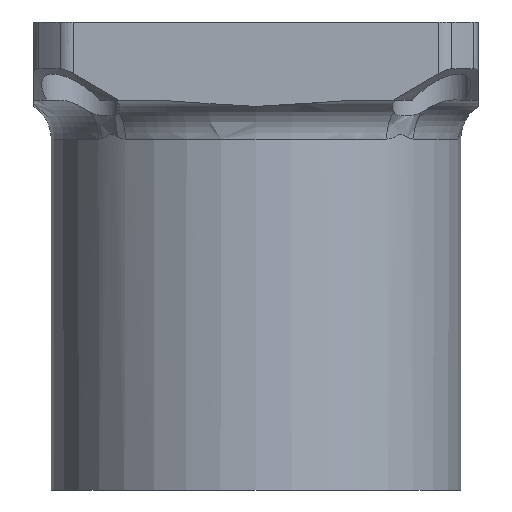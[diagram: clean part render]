
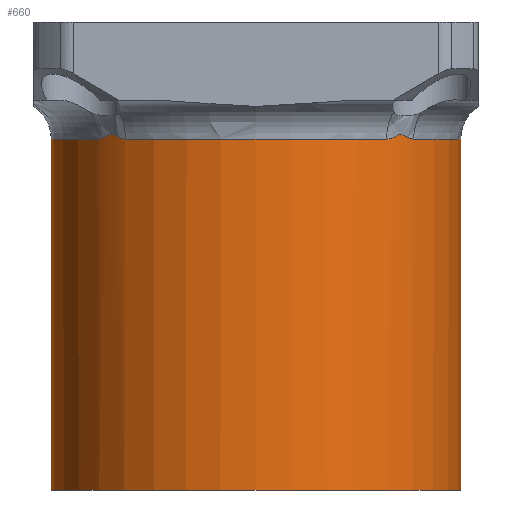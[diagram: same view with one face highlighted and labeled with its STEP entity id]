
A CAD part, front view. The second image highlights one B-rep face of the part: STEP entity #660.
In plain terms, the highlighted cylindrical face has radius 13.335 mm (diameter 26.67 mm), a partial arc.
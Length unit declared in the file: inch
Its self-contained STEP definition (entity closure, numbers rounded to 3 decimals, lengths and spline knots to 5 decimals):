
#92 = AXIS2_PLACEMENT_3D ( 'NONE', #607, #2250, #849 ) ;
#106 = CARTESIAN_POINT ( 'NONE',  ( -6.78544, 4.08689, -0.08749 ) ) ;
#110 = CARTESIAN_POINT ( 'NONE',  ( -7.15857, 4.45622, -1. ) ) ;
#124 = DIRECTION ( 'NONE',  ( 0., 0., -1. ) ) ;
#135 = CARTESIAN_POINT ( 'NONE',  ( -7.52356, 4.07885, -0.08951 ) ) ;
#139 = ORIENTED_EDGE ( 'NONE', *, *, #1311, .T. ) ;
#147 = AXIS2_PLACEMENT_3D ( 'NONE', #110, #1743, #814 ) ;
#244 = ORIENTED_EDGE ( 'NONE', *, *, #2885, .T. ) ;
#249 = VERTEX_POINT ( 'NONE', #447 ) ;
#264 = VECTOR ( 'NONE', #803, 39.37008 ) ;
#331 = CARTESIAN_POINT ( 'NONE',  ( -6.78991, 4.08243, -0.08775 ) ) ;
#360 = CARTESIAN_POINT ( 'NONE',  ( -7.5279, 4.08309, -0.08749 ) ) ;
#401 = FACE_OUTER_BOUND ( 'NONE', #3025, .T. ) ;
#405 = EDGE_CURVE ( 'NONE', #1897, #2615, #1399, .T. ) ;
#408 = AXIS2_PLACEMENT_3D ( 'NONE', #818, #2453, #1056 ) ;
#447 = CARTESIAN_POINT ( 'NONE',  ( -7.68357, 4.45622, -1. ) ) ;
#461 = VERTEX_POINT ( 'NONE', #2740 ) ;
#471 = B_SPLINE_CURVE_WITH_KNOTS ( 'NONE', 3,
 ( #2468, #1067, #2704, #1296, #2934, #1530, #135, #1767, #360, #2004, #600, #2237, #844, #2477, #1076, #2711, #1305, #2945 ),
 .UNSPECIFIED., .F., .F.,
 ( 4, 2, 2, 2, 2, 2, 2, 2, 4 ),
 ( 0., 0.00065, 0.00097, 0.00113, 0.00129, 0.00145, 0.00161, 0.00194, 0.00258 ),
 .UNSPECIFIED. ) ;
#476 = VERTEX_POINT ( 'NONE', #2985 ) ;
#503 = VERTEX_POINT ( 'NONE', #2277 ) ;
#559 = CIRCLE ( 'NONE', #92, 0.525 ) ;
#572 = CARTESIAN_POINT ( 'NONE',  ( -6.79425, 4.0782, -0.08993 ) ) ;
#600 = CARTESIAN_POINT ( 'NONE',  ( -7.53236, 4.08756, -0.08775 ) ) ;
#607 = CARTESIAN_POINT ( 'NONE',  ( -7.15857, 4.45622, -0.1 ) ) ;
#646 = EDGE_CURVE ( 'NONE', #1897, #249, #1656, .T. ) ;
#660 = ADVANCED_FACE ( 'NONE', ( #401 ), #965, .T. ) ;
#803 = DIRECTION ( 'NONE',  ( 0., 0., 1. ) ) ;
#808 = CARTESIAN_POINT ( 'NONE',  ( -6.63357, 4.45622, -1. ) ) ;
#810 = CARTESIAN_POINT ( 'NONE',  ( -6.80146, 4.07137, -0.0942 ) ) ;
#814 = DIRECTION ( 'NONE',  ( 1., 0., 0. ) ) ;
#818 = CARTESIAN_POINT ( 'NONE',  ( -7.15857, 4.45622, -0.1 ) ) ;
#844 = CARTESIAN_POINT ( 'NONE',  ( -7.53659, 4.0919, -0.08993 ) ) ;
#849 = DIRECTION ( 'NONE',  ( 1., 0., 0. ) ) ;
#853 = EDGE_CURVE ( 'NONE', #249, #2447, #1989, .T. ) ;
#893 = AXIS2_PLACEMENT_3D ( 'NONE', #1517, #124, #1756 ) ;
#965 = CYLINDRICAL_SURFACE ( 'NONE', #147, 0.525 ) ;
#1038 = CARTESIAN_POINT ( 'NONE',  ( -6.77318, 4.09969, -0.0945 ) ) ;
#1050 = CARTESIAN_POINT ( 'NONE',  ( -6.81677, 4.05763, -0.1 ) ) ;
#1056 = DIRECTION ( 'NONE',  ( 1., 0., 0. ) ) ;
#1067 = CARTESIAN_POINT ( 'NONE',  ( -7.50007, 4.05738, -0.1 ) ) ;
#1074 = VECTOR ( 'NONE', #2116, 39.37008 ) ;
#1076 = CARTESIAN_POINT ( 'NONE',  ( -7.54342, 4.09911, -0.0942 ) ) ;
#1262 = EDGE_CURVE ( 'NONE', #2669, #461, #2827, .T. ) ;
#1270 = CARTESIAN_POINT ( 'NONE',  ( -6.77986, 4.09262, -0.09036 ) ) ;
#1272 = CARTESIAN_POINT ( 'NONE',  ( -7.68357, 4.45622, -1. ) ) ;
#1274 = DIRECTION ( 'NONE',  ( -1., 0., 0. ) ) ;
#1296 = CARTESIAN_POINT ( 'NONE',  ( -7.5151, 4.07083, -0.0945 ) ) ;
#1305 = CARTESIAN_POINT ( 'NONE',  ( -7.55717, 4.11442, -0.1 ) ) ;
#1311 = EDGE_CURVE ( 'NONE', #503, #476, #471, .T. ) ;
#1399 = LINE ( 'NONE', #2599, #1074 ) ;
#1428 = CARTESIAN_POINT ( 'NONE',  ( -7.68357, 4.45622, -0.1 ) ) ;
#1455 = ORIENTED_EDGE ( 'NONE', *, *, #405, .T. ) ;
#1497 = CARTESIAN_POINT ( 'NONE',  ( -6.78397, 4.08839, -0.08807 ) ) ;
#1499 = ORIENTED_EDGE ( 'NONE', *, *, #1262, .T. ) ;
#1500 = CARTESIAN_POINT ( 'NONE',  ( -7.15857, 4.45622, -1. ) ) ;
#1517 = CARTESIAN_POINT ( 'NONE',  ( -7.15857, 4.45622, -0.1 ) ) ;
#1530 = CARTESIAN_POINT ( 'NONE',  ( -7.52217, 4.07751, -0.09036 ) ) ;
#1550 = CIRCLE ( 'NONE', #893, 0.525 ) ;
#1656 = CIRCLE ( 'NONE', #2714, 0.525 ) ;
#1726 = CARTESIAN_POINT ( 'NONE',  ( -6.75973, 4.11472, -0.1 ) ) ;
#1740 = CARTESIAN_POINT ( 'NONE',  ( -6.78841, 4.08392, -0.08732 ) ) ;
#1743 = DIRECTION ( 'NONE',  ( 0., 0., 1. ) ) ;
#1756 = DIRECTION ( 'NONE',  ( 1., 0., 0. ) ) ;
#1767 = CARTESIAN_POINT ( 'NONE',  ( -7.52641, 4.08162, -0.08807 ) ) ;
#1894 = EDGE_CURVE ( 'NONE', #476, #2447, #2657, .T. ) ;
#1897 = VERTEX_POINT ( 'NONE', #808 ) ;
#1908 = EDGE_CURVE ( 'NONE', #2615, #2669, #1550, .T. ) ;
#1955 = ORIENTED_EDGE ( 'NONE', *, *, #1894, .T. ) ;
#1977 = CARTESIAN_POINT ( 'NONE',  ( -6.79282, 4.07958, -0.08908 ) ) ;
#1989 = LINE ( 'NONE', #1272, #264 ) ;
#2004 = CARTESIAN_POINT ( 'NONE',  ( -7.53087, 4.08606, -0.08732 ) ) ;
#2116 = DIRECTION ( 'NONE',  ( 0., 0., 1. ) ) ;
#2210 = CARTESIAN_POINT ( 'NONE',  ( -6.79856, 4.07408, -0.09249 ) ) ;
#2222 = ORIENTED_EDGE ( 'NONE', *, *, #853, .F. ) ;
#2237 = CARTESIAN_POINT ( 'NONE',  ( -7.53521, 4.09048, -0.08908 ) ) ;
#2250 = DIRECTION ( 'NONE',  ( 0., 0., -1. ) ) ;
#2277 = CARTESIAN_POINT ( 'NONE',  ( -7.49355, 4.05197, -0.1 ) ) ;
#2441 = CARTESIAN_POINT ( 'NONE',  ( -6.76515, 4.1085, -0.09848 ) ) ;
#2447 = VERTEX_POINT ( 'NONE', #1428 ) ;
#2448 = CARTESIAN_POINT ( 'NONE',  ( -6.81044, 4.06317, -0.09837 ) ) ;
#2453 = DIRECTION ( 'NONE',  ( 0., 0., -1. ) ) ;
#2468 = CARTESIAN_POINT ( 'NONE',  ( -7.49355, 4.05197, -0.1 ) ) ;
#2477 = CARTESIAN_POINT ( 'NONE',  ( -7.54071, 4.09621, -0.09249 ) ) ;
#2599 = CARTESIAN_POINT ( 'NONE',  ( -6.63357, 4.45622, -1. ) ) ;
#2615 = VERTEX_POINT ( 'NONE', #2993 ) ;
#2657 = CIRCLE ( 'NONE', #408, 0.525 ) ;
#2669 = VERTEX_POINT ( 'NONE', #3013 ) ;
#2675 = CARTESIAN_POINT ( 'NONE',  ( -6.77585, 4.09683, -0.09287 ) ) ;
#2684 = CARTESIAN_POINT ( 'NONE',  ( -6.8236, 4.05197, -0.1 ) ) ;
#2704 = CARTESIAN_POINT ( 'NONE',  ( -7.50629, 4.0628, -0.09848 ) ) ;
#2711 = CARTESIAN_POINT ( 'NONE',  ( -7.55163, 4.10809, -0.09837 ) ) ;
#2714 = AXIS2_PLACEMENT_3D ( 'NONE', #1500, #2910, #1274 ) ;
#2715 = ORIENTED_EDGE ( 'NONE', *, *, #646, .F. ) ;
#2740 = CARTESIAN_POINT ( 'NONE',  ( -6.8236, 4.05197, -0.1 ) ) ;
#2827 = B_SPLINE_CURVE_WITH_KNOTS ( 'NONE', 3,
 ( #2886, #1726, #2441, #1038, #2675, #1270, #2905, #1497, #106, #1740, #331, #1977, #572, #2210, #810, #2448, #1050, #2684 ),
 .UNSPECIFIED., .F., .F.,
 ( 4, 2, 2, 2, 2, 2, 2, 2, 4 ),
 ( 0., 0.00065, 0.00097, 0.00113, 0.00129, 0.00145, 0.00161, 0.00194, 0.00258 ),
 .UNSPECIFIED. ) ;
#2885 = EDGE_CURVE ( 'NONE', #461, #503, #559, .T. ) ;
#2886 = CARTESIAN_POINT ( 'NONE',  ( -6.75432, 4.12125, -0.1 ) ) ;
#2904 = ORIENTED_EDGE ( 'NONE', *, *, #1908, .T. ) ;
#2905 = CARTESIAN_POINT ( 'NONE',  ( -6.7812, 4.09123, -0.08951 ) ) ;
#2910 = DIRECTION ( 'NONE',  ( 0., 0., -1. ) ) ;
#2934 = CARTESIAN_POINT ( 'NONE',  ( -7.51796, 4.0735, -0.09287 ) ) ;
#2945 = CARTESIAN_POINT ( 'NONE',  ( -7.56282, 4.12125, -0.1 ) ) ;
#2985 = CARTESIAN_POINT ( 'NONE',  ( -7.56282, 4.12125, -0.1 ) ) ;
#2993 = CARTESIAN_POINT ( 'NONE',  ( -6.63357, 4.45622, -0.1 ) ) ;
#3013 = CARTESIAN_POINT ( 'NONE',  ( -6.75432, 4.12125, -0.1 ) ) ;
#3025 = EDGE_LOOP ( 'NONE', ( #2222, #2715, #1455, #2904, #1499, #244, #139, #1955 ) ) ;
